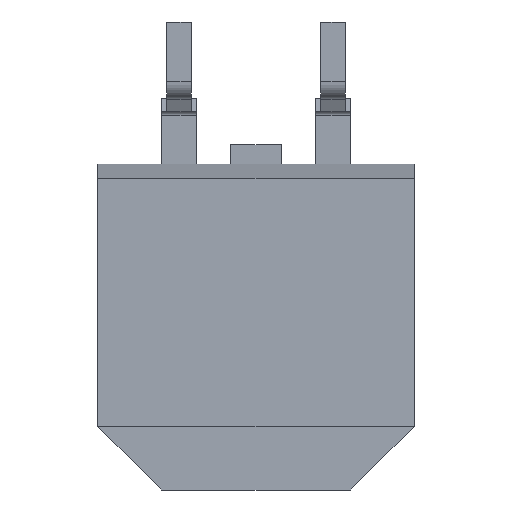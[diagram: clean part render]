
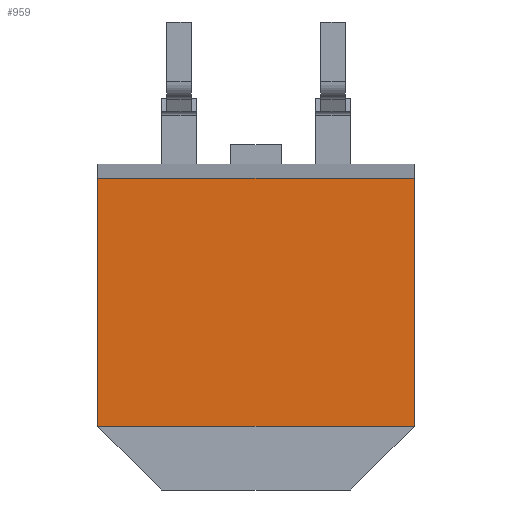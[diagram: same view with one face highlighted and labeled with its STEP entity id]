
A CAD part, front view. The second image highlights one B-rep face of the part: STEP entity #959.
In plain terms, the highlighted planar face has unit normal (0, -1, 0).
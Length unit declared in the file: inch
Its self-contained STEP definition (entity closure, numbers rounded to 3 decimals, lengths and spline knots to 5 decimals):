
#25 = EDGE_CURVE ( 'NONE', #1580, #866, #452, .T. ) ;
#79 = EDGE_LOOP ( 'NONE', ( #117, #1707, #206, #1702 ) ) ;
#117 = ORIENTED_EDGE ( 'NONE', *, *, #863, .T. ) ;
#132 = CARTESIAN_POINT ( 'NONE',  ( 0.2055, -0.105, 0.14664 ) ) ;
#202 = DIRECTION ( 'NONE',  ( 0., 0., -1. ) ) ;
#206 = ORIENTED_EDGE ( 'NONE', *, *, #25, .F. ) ;
#452 = LINE ( 'NONE', #813, #1667 ) ;
#493 = EDGE_CURVE ( 'NONE', #866, #1485, #1723, .T. ) ;
#552 = CARTESIAN_POINT ( 'NONE',  ( 0.2055, -0.105, -0.17485 ) ) ;
#572 = AXIS2_PLACEMENT_3D ( 'NONE', #872, #1999, #1036 ) ;
#605 = LINE ( 'NONE', #871, #1349 ) ;
#813 = CARTESIAN_POINT ( 'NONE',  ( 0.2055, -0.105, -0.17485 ) ) ;
#863 = EDGE_CURVE ( 'NONE', #1947, #1485, #1112, .T. ) ;
#866 = VERTEX_POINT ( 'NONE', #552 ) ;
#871 = CARTESIAN_POINT ( 'NONE',  ( 0.2055, -0.105, 0.14664 ) ) ;
#872 = CARTESIAN_POINT ( 'NONE',  ( 0.2055, -0.105, -0.17485 ) ) ;
#957 = DIRECTION ( 'NONE',  ( 0., 0., -1. ) ) ;
#959 = ADVANCED_FACE ( 'NONE', ( #1812 ), #1674, .F. ) ;
#1036 = DIRECTION ( 'NONE',  ( 0., 0., 1. ) ) ;
#1063 = VECTOR ( 'NONE', #1560, 39.37008 ) ;
#1112 = LINE ( 'NONE', #1655, #1719 ) ;
#1245 = CARTESIAN_POINT ( 'NONE',  ( 0.2055, -0.105, -0.17485 ) ) ;
#1349 = VECTOR ( 'NONE', #1986, 39.37008 ) ;
#1485 = VERTEX_POINT ( 'NONE', #1518 ) ;
#1518 = CARTESIAN_POINT ( 'NONE',  ( -0.2055, -0.105, -0.17485 ) ) ;
#1560 = DIRECTION ( 'NONE',  ( -1., 0., 0. ) ) ;
#1580 = VERTEX_POINT ( 'NONE', #132 ) ;
#1655 = CARTESIAN_POINT ( 'NONE',  ( -0.2055, -0.105, -0.17485 ) ) ;
#1667 = VECTOR ( 'NONE', #957, 39.37008 ) ;
#1673 = CARTESIAN_POINT ( 'NONE',  ( -0.2055, -0.105, 0.14664 ) ) ;
#1674 = PLANE ( 'NONE',  #572 ) ;
#1702 = ORIENTED_EDGE ( 'NONE', *, *, #2020, .T. ) ;
#1707 = ORIENTED_EDGE ( 'NONE', *, *, #493, .F. ) ;
#1719 = VECTOR ( 'NONE', #202, 39.37008 ) ;
#1723 = LINE ( 'NONE', #1245, #1063 ) ;
#1812 = FACE_OUTER_BOUND ( 'NONE', #79, .T. ) ;
#1947 = VERTEX_POINT ( 'NONE', #1673 ) ;
#1986 = DIRECTION ( 'NONE',  ( -1., 0., 0. ) ) ;
#1999 = DIRECTION ( 'NONE',  ( 0., 1., 0. ) ) ;
#2020 = EDGE_CURVE ( 'NONE', #1580, #1947, #605, .T. ) ;
